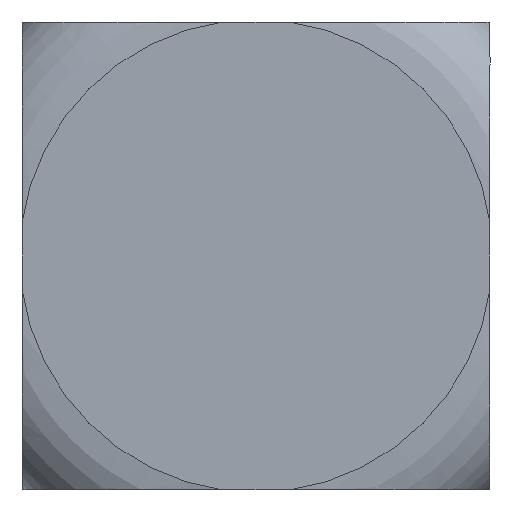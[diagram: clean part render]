
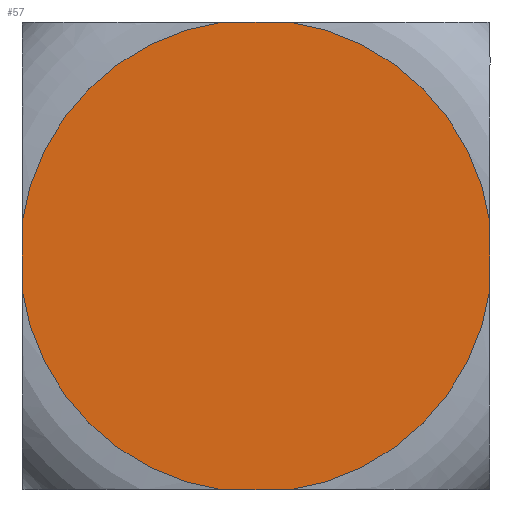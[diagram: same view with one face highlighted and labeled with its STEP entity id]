
A CAD part, left-side view. The second image highlights one B-rep face of the part: STEP entity #57.
In plain terms, the highlighted planar face has unit normal (-1, 0, 0).
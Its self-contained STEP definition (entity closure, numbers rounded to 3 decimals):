
#57 = ADVANCED_FACE( '', ( #126 ), #127, .F. );
#126 = FACE_OUTER_BOUND( '', #207, .T. );
#127 = PLANE( '', #208 );
#207 = EDGE_LOOP( '', ( #315, #316, #317, #318, #319, #320, #321, #322 ) );
#208 = AXIS2_PLACEMENT_3D( '', #323, #324, #325 );
#315 = ORIENTED_EDGE( '', *, *, #490, .F. );
#316 = ORIENTED_EDGE( '', *, *, #482, .F. );
#317 = ORIENTED_EDGE( '', *, *, #470, .F. );
#318 = ORIENTED_EDGE( '', *, *, #491, .F. );
#319 = ORIENTED_EDGE( '', *, *, #492, .F. );
#320 = ORIENTED_EDGE( '', *, *, #493, .F. );
#321 = ORIENTED_EDGE( '', *, *, #494, .F. );
#322 = ORIENTED_EDGE( '', *, *, #495, .F. );
#323 = CARTESIAN_POINT( '', ( 0., 0., 0. ) );
#324 = DIRECTION( '', ( 1., 0., 0. ) );
#325 = DIRECTION( '', ( 0., 0., -1. ) );
#470 = EDGE_CURVE( '', #552, #543, #554, .T. );
#482 = EDGE_CURVE( '', #543, #572, #575, .T. );
#490 = EDGE_CURVE( '', #572, #585, #586, .T. );
#491 = EDGE_CURVE( '', #587, #552, #588, .T. );
#492 = EDGE_CURVE( '', #589, #587, #590, .T. );
#493 = EDGE_CURVE( '', #591, #589, #592, .T. );
#494 = EDGE_CURVE( '', #593, #591, #594, .T. );
#495 = EDGE_CURVE( '', #585, #593, #595, .T. );
#543 = VERTEX_POINT( '', #654 );
#552 = VERTEX_POINT( '', #685 );
#554 = LINE( '', #706, #707 );
#572 = VERTEX_POINT( '', #725 );
#575 = CIRCLE( '', #747, 9.09 );
#585 = VERTEX_POINT( '', #761 );
#586 = LINE( '', #762, #763 );
#587 = VERTEX_POINT( '', #764 );
#588 = CIRCLE( '', #765, 9.09 );
#589 = VERTEX_POINT( '', #766 );
#590 = LINE( '', #767, #768 );
#591 = VERTEX_POINT( '', #769 );
#592 = CIRCLE( '', #770, 9.09 );
#593 = VERTEX_POINT( '', #771 );
#594 = LINE( '', #772, #773 );
#595 = CIRCLE( '', #774, 9.09 );
#654 = CARTESIAN_POINT( '', ( 0., 1.276, -9. ) );
#685 = CARTESIAN_POINT( '', ( 0., -1.276, -9. ) );
#706 = CARTESIAN_POINT( '', ( 0., -9., -9. ) );
#707 = VECTOR( '', #934, 1000. );
#725 = CARTESIAN_POINT( '', ( 0., 9., -1.276 ) );
#747 = AXIS2_PLACEMENT_3D( '', #959, #960, #961 );
#761 = CARTESIAN_POINT( '', ( 0., 9., 1.276 ) );
#762 = CARTESIAN_POINT( '', ( 0., 9., -9. ) );
#763 = VECTOR( '', #969, 1000. );
#764 = CARTESIAN_POINT( '', ( 0., -9., -1.276 ) );
#765 = AXIS2_PLACEMENT_3D( '', #970, #971, #972 );
#766 = CARTESIAN_POINT( '', ( 0., -9., 1.276 ) );
#767 = CARTESIAN_POINT( '', ( 0., -9., 9. ) );
#768 = VECTOR( '', #973, 1000. );
#769 = CARTESIAN_POINT( '', ( 0., -1.276, 9. ) );
#770 = AXIS2_PLACEMENT_3D( '', #974, #975, #976 );
#771 = CARTESIAN_POINT( '', ( 0., 1.276, 9. ) );
#772 = CARTESIAN_POINT( '', ( 0., 9., 9. ) );
#773 = VECTOR( '', #977, 1000. );
#774 = AXIS2_PLACEMENT_3D( '', #978, #979, #980 );
#934 = DIRECTION( '', ( 0., 1., 0. ) );
#959 = CARTESIAN_POINT( '', ( 0., 0., 0. ) );
#960 = DIRECTION( '', ( 1., 0., 0. ) );
#961 = DIRECTION( '', ( 0., 0., -1. ) );
#969 = DIRECTION( '', ( 0., 0., 1. ) );
#970 = CARTESIAN_POINT( '', ( 0., 0., 0. ) );
#971 = DIRECTION( '', ( 1., 0., 0. ) );
#972 = DIRECTION( '', ( 0., 0., -1. ) );
#973 = DIRECTION( '', ( 0., 0., -1. ) );
#974 = CARTESIAN_POINT( '', ( 0., 0., 0. ) );
#975 = DIRECTION( '', ( 1., 0., 0. ) );
#976 = DIRECTION( '', ( 0., 0., -1. ) );
#977 = DIRECTION( '', ( 0., -1., 0. ) );
#978 = CARTESIAN_POINT( '', ( 0., 0., 0. ) );
#979 = DIRECTION( '', ( 1., 0., 0. ) );
#980 = DIRECTION( '', ( 0., 0., -1. ) );
